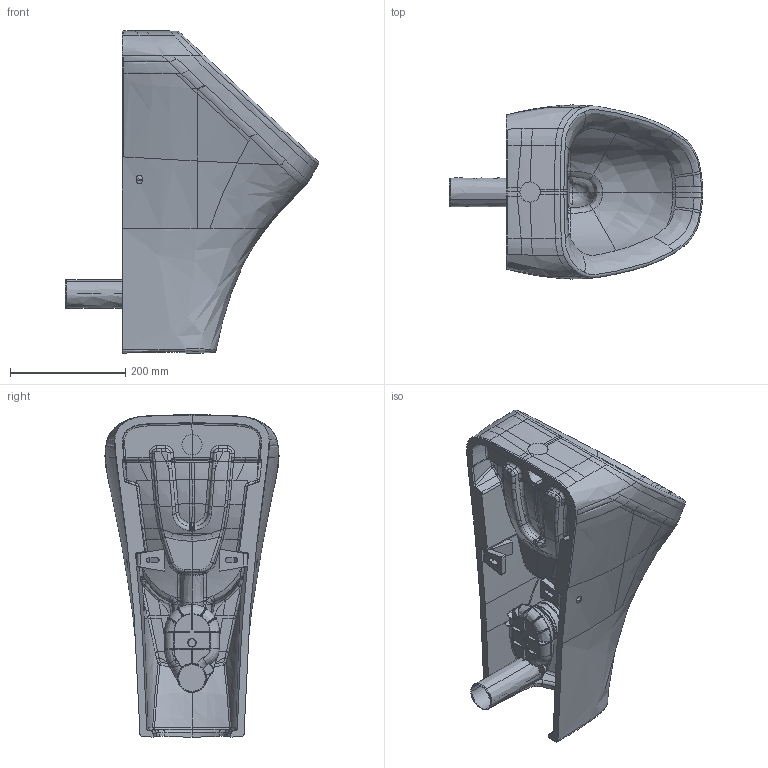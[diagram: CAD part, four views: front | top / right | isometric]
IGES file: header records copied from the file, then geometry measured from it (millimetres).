
Global section: file name: No Iges File Name specified; native system: Autodesk Inventor 2011; preprocessor: AutoDesk Inventor Iges Exporter R2011; author: Administrator; date: 20141029.132226; units: millimetre
Bounding box: 439.87 x 302.18 x 559.9 mm (x, y, z)
Volume: 9518877.7 mm3; surface area: 963841 mm2
Topology: 4 solids, 4 shells, 1919 faces, 5043 edges, 3115 vertices
Faces by surface type: bspline 1159, plane 670, revolution 51, cylinder 35, torus 4
